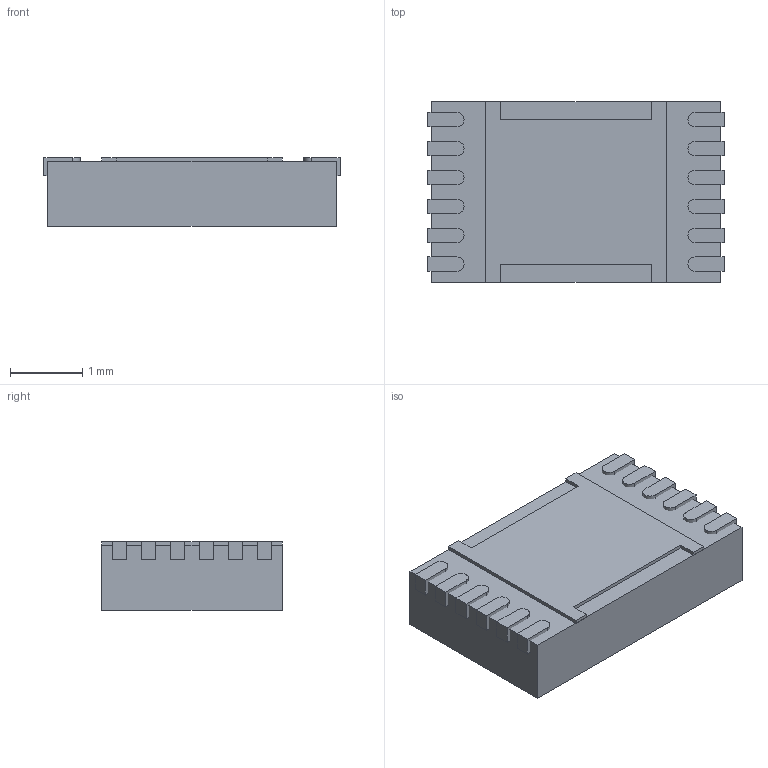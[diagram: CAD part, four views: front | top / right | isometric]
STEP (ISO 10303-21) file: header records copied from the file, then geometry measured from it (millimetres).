
FILE_DESCRIPTION(/* description */ (''),/* implementation_level */ '2;1');
FILE_NAME(/* name */ 'BQ27441DRZT-G1A.step',/* time_stamp */ '2019-05-05T16:19:11+06:00',/* author */ (''),/* organization */ (''),/* preprocessor_version */ 'ST-DEVELOPER v17.2',/* originating_system */ 'Autodesk Translation Framework v7.6.0.251',/* authorisation */ '');
FILE_SCHEMA (('AUTOMOTIVE_DESIGN { 1 0 10303 214 3 1 1 }'));
Length unit declared in the file: millimetre
Products named in the file (1): BQ27441DRZT-G1A
Bounding box: 4.1 x 2.5 x 0.95 mm (x, y, z)
Volume: 9.5 mm3; surface area: 48.9 mm2
Topology: 14 solids, 14 shells, 92 faces, 192 edges, 128 vertices
Faces by surface type: plane 80, cylinder 12
Entity records: 2447 total; most frequent: CARTESIAN_POINT 413, DIRECTION 402, ORIENTED_EDGE 384, EDGE_CURVE 192, LINE 168, VECTOR 168, VERTEX_POINT 128, AXIS2_PLACEMENT_3D 117
